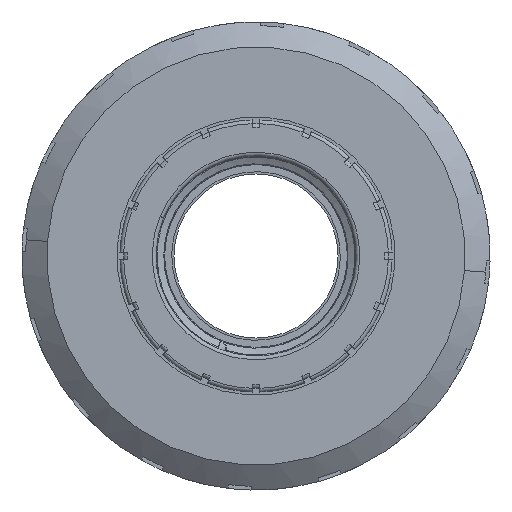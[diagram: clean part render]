
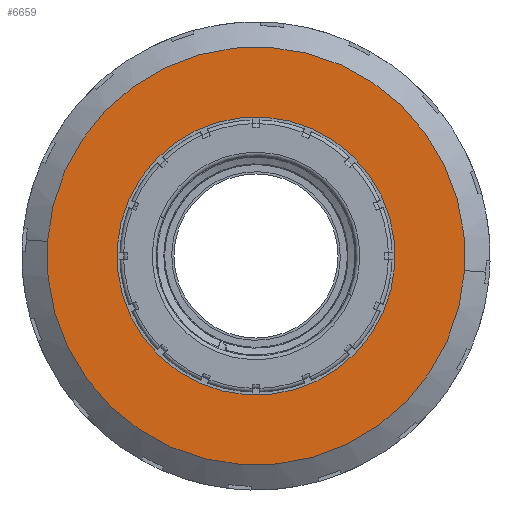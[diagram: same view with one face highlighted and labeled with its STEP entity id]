
A CAD part, left-side view. The second image highlights one B-rep face of the part: STEP entity #6659.
In plain terms, the highlighted planar face has unit normal (-1, 0, 0).
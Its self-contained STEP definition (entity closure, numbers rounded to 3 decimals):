
#872 = EDGE_LOOP ( 'NONE', ( #3264, #3265 ) ) ;
#884 = EDGE_LOOP ( 'NONE', ( #3262, #3263 ) ) ;
#3262 = ORIENTED_EDGE ( 'NONE', *, *, #7871, .T. ) ;
#3263 = ORIENTED_EDGE ( 'NONE', *, *, #7700, .T. ) ;
#3264 = ORIENTED_EDGE ( 'NONE', *, *, #7778, .F. ) ;
#3265 = ORIENTED_EDGE ( 'NONE', *, *, #7806, .F. ) ;
#6659 = ADVANCED_FACE ( 'NONE', ( #15439, #15440 ), #15441, .T. ) ;
#7277 = AXIS2_PLACEMENT_3D ( 'NONE', #15432, #15443, #15444 ) ;
#7700 = EDGE_CURVE ( 'NONE', #11639, #11641, #15688, .T. ) ;
#7778 = EDGE_CURVE ( 'NONE', #10485, #10483, #15769, .T. ) ;
#7806 = EDGE_CURVE ( 'NONE', #10483, #10485, #15797, .T. ) ;
#7871 = EDGE_CURVE ( 'NONE', #11641, #11639, #15871, .T. ) ;
#10483 = VERTEX_POINT ( 'NONE', #12154 ) ;
#10485 = VERTEX_POINT ( 'NONE', #12195 ) ;
#11639 = VERTEX_POINT ( 'NONE', #12419 ) ;
#11641 = VERTEX_POINT ( 'NONE', #12394 ) ;
#12154 = CARTESIAN_POINT ( 'NONE',  ( 0., 0., 27.65 ) ) ;
#12195 = CARTESIAN_POINT ( 'NONE',  ( 0., 0., -27.65 ) ) ;
#12394 = CARTESIAN_POINT ( 'NONE',  ( 0., 0., -18.4 ) ) ;
#12419 = CARTESIAN_POINT ( 'NONE',  ( 0., 0., 18.4 ) ) ;
#15432 = CARTESIAN_POINT ( 'NONE',  ( 0., 18.4, 0. ) ) ;
#15439 = FACE_BOUND ( 'NONE', #884, .T. ) ;
#15440 = FACE_OUTER_BOUND ( 'NONE', #872, .T. ) ;
#15441 = PLANE ( 'NONE',  #7277 ) ;
#15443 = DIRECTION ( 'NONE',  ( -1., 0., 0. ) ) ;
#15444 = DIRECTION ( 'NONE',  ( 0., 0., 1. ) ) ;
#15688 = CIRCLE ( 'NONE', #15701, 18.4 ) ;
#15701 = AXIS2_PLACEMENT_3D ( 'NONE', #17513, #17514, #17515 ) ;
#15769 = CIRCLE ( 'NONE', #15777, 27.65 ) ;
#15777 = AXIS2_PLACEMENT_3D ( 'NONE', #17954, #17955, #17956 ) ;
#15797 = CIRCLE ( 'NONE', #15799, 27.65 ) ;
#15799 = AXIS2_PLACEMENT_3D ( 'NONE', #18064, #18065, #18066 ) ;
#15870 = AXIS2_PLACEMENT_3D ( 'NONE', #18350, #18351, #18352 ) ;
#15871 = CIRCLE ( 'NONE', #15870, 18.4 ) ;
#17513 = CARTESIAN_POINT ( 'NONE',  ( 0., 0., 0. ) ) ;
#17514 = DIRECTION ( 'NONE',  ( 1., 0., 0. ) ) ;
#17515 = DIRECTION ( 'NONE',  ( 0., 0., -1. ) ) ;
#17954 = CARTESIAN_POINT ( 'NONE',  ( 0., 0., 0. ) ) ;
#17955 = DIRECTION ( 'NONE',  ( 1., 0., 0. ) ) ;
#17956 = DIRECTION ( 'NONE',  ( 0., 0., -1. ) ) ;
#18064 = CARTESIAN_POINT ( 'NONE',  ( 0., 0., 0. ) ) ;
#18065 = DIRECTION ( 'NONE',  ( 1., 0., 0. ) ) ;
#18066 = DIRECTION ( 'NONE',  ( 0., 0., -1. ) ) ;
#18350 = CARTESIAN_POINT ( 'NONE',  ( 0., 0., 0. ) ) ;
#18351 = DIRECTION ( 'NONE',  ( 1., 0., 0. ) ) ;
#18352 = DIRECTION ( 'NONE',  ( 0., 0., -1. ) ) ;
